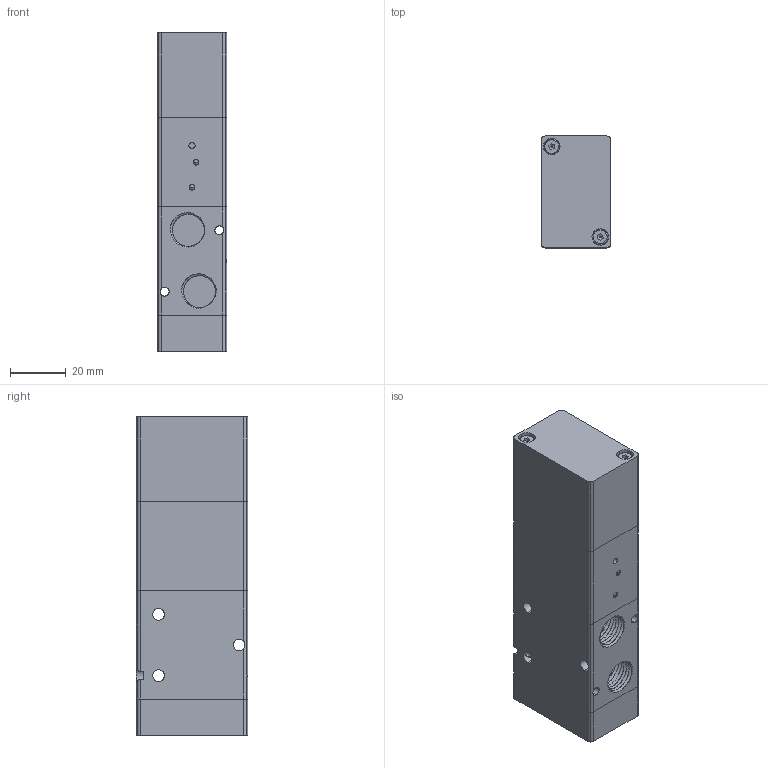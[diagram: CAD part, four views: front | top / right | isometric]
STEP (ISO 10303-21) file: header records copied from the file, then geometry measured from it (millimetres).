
FILE_DESCRIPTION((''),'2;1');
FILE_NAME('01_083_4.stp','2003-01-01T21:22:50',('Branislav Petkovic'),('AZ Pneumatica'),'AutoCAD STEP 2000i','AutoCAD 2000i','Via J. F. Kennedy, 26, 20020 Misinto (MI), ITALY');
FILE_SCHEMA(('CONFIG_CONTROL_DESIGN'));
Length unit declared in the file: millimetre
Products named in the file (9): 01_083_4; 322 TELO; PART1A; X22 MCS-1; PART2; X22 MCS-2; PART1; X22 OPRUGA; PART2A
Assembly tree (8 placements, depth 3):
  01_083_4
    322 TELO
      PART1A
    X22 MCS-1
      PART2
    X22 MCS-2
      PART1
    X22 OPRUGA
      PART2A
Bounding box: 25 x 40 x 114.3 mm (x, y, z)
Surface area: 26649.1 mm2 (no closed solid volume)
Topology: 0 solids, 4 shells, 271 faces, 750 edges, 494 vertices
Faces by surface type: cylinder 175, plane 70, bspline 14, cone 8, sphere 4
Entity records: 17550 total; most frequent: CARTESIAN_POINT 10795, ORIENTED_EDGE 1484, DIRECTION 1238, EDGE_CURVE 742, VERTEX_POINT 494, AXIS2_PLACEMENT_3D 476, EDGE_LOOP 300, VECTOR 286
